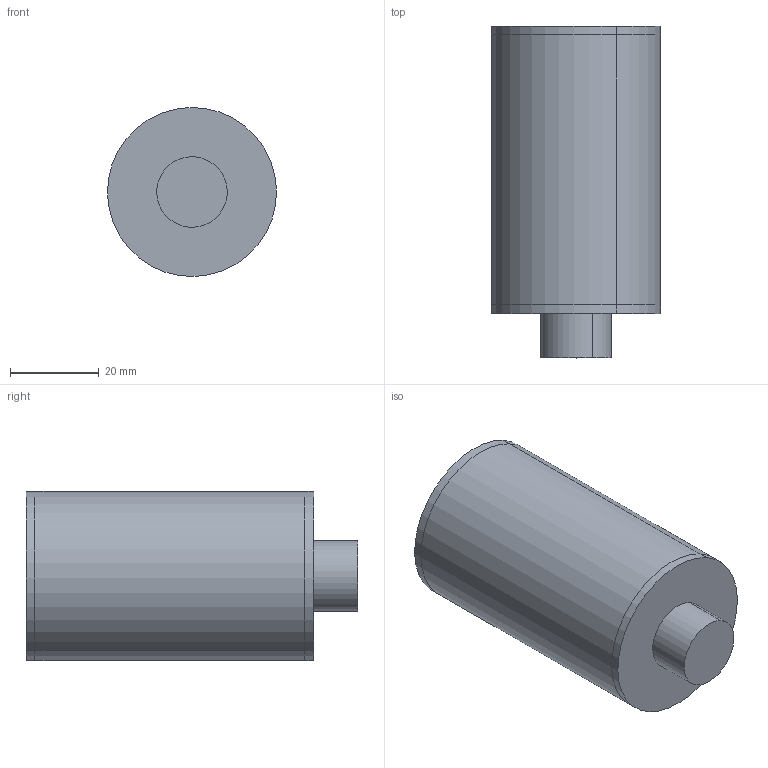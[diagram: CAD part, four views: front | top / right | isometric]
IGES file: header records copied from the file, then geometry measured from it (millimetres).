
Start section: START RECORD GO HERE.
Global section: file name: Mini Cold End Muffler.igs; native system: DASSAULT SYSTEMES CATIA V5 R20 - www.3ds.com; preprocessor: CATIA Version 5 Release 20 ; author: DESIGNENG; organization: KJNDESIGN; date: 20150311.125141; units: millimetre
Bounding box: 38.09 x 74.77 x 38.09 mm (x, y, z)
Surface area: 11711.3 mm2 (no closed solid volume)
Topology: 0 solids, 0 shells, 97 faces, 492 edges, 493 vertices
Faces by surface type: bspline 52, revolution 40, plane 5
